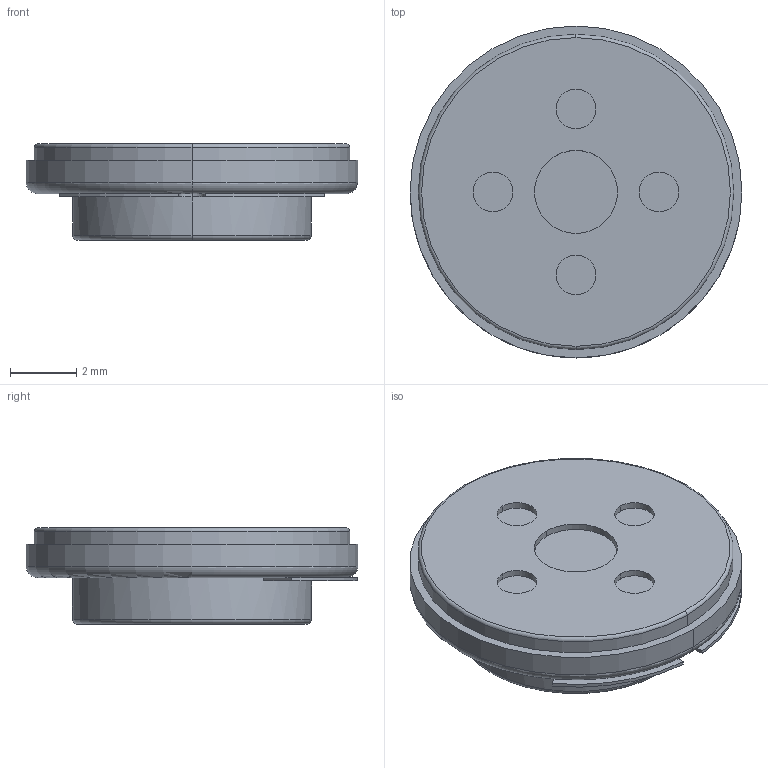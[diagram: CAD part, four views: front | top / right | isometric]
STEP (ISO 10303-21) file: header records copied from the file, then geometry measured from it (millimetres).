
FILE_DESCRIPTION(('FreeCAD Model'),'2;1');
FILE_NAME('CUI_CDM-10008.step', '2018-03-31T19:55:59',('Author'),(''), 'Open CASCADE STEP processor 6.8','FreeCAD','Unknown');
FILE_SCHEMA(('AUTOMOTIVE_DESIGN { 1 0 10303 214 1 1 1 1 }'));
Length unit declared in the file: millimetre
Products named in the file (1): CUI_CDM-10008
Bounding box: 10 x 10 x 2.9 mm (x, y, z)
Volume: 97.3 mm3; surface area: 380.7 mm2
Topology: 1 solids, 1 shells, 56 faces, 155 edges, 98 vertices
Faces by surface type: cylinder 36, plane 14, torus 6
Entity records: 8625 total; most frequent: CARTESIAN_POINT 5365, DIRECTION 455, ORIENTED_EDGE 310, PCURVE 310, DEFINITIONAL_REPRESENTATION 310, B_SPLINE_CURVE_WITH_KNOTS 188, AXIS2_PLACEMENT_3D 159, EDGE_CURVE 155
